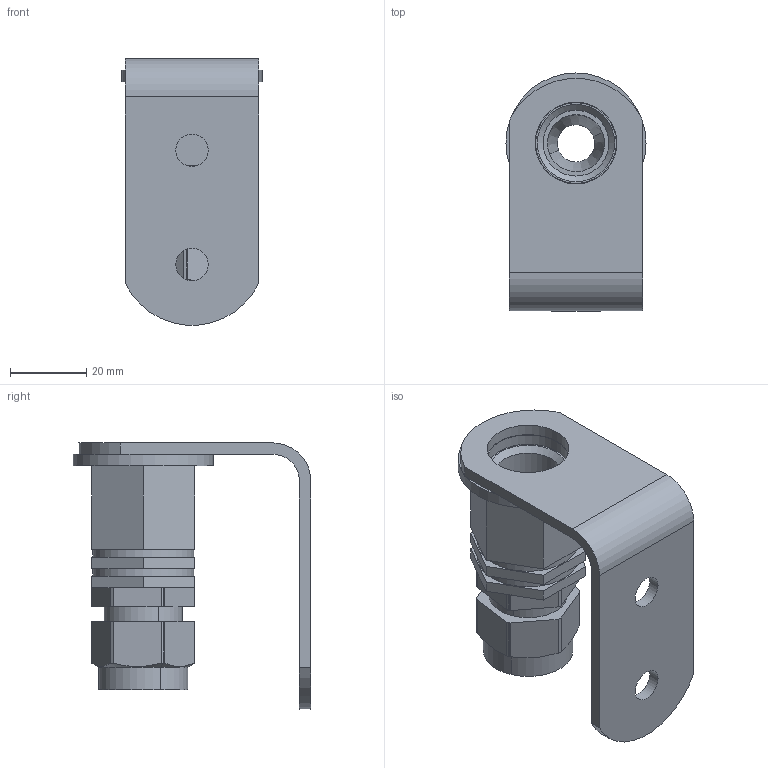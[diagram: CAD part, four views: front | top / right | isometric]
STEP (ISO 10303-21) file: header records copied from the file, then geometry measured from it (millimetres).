
FILE_DESCRIPTION(/* description */ (''),/* implementation_level */ '2;1');
FILE_NAME(/* name */ 'XSS.stp',/* time_stamp */ '2021-06-01T15:34:57+02:00',/* author */ (''),/* organization */ (''),/* preprocessor_version */ 'ST-DEVELOPER v16',/* originating_system */ 'SIEMENS PLM Software NX 10.0',/* authorisation */ '');
FILE_SCHEMA (('AUTOMOTIVE_DESIGN { 1 0 10303 214 3 1 1 1 }'));
Length unit declared in the file: millimetre
Products named in the file (1): P.Ge33DC35000wam
Bounding box: 36.8 x 62.4 x 69.93 mm (x, y, z)
Volume: 35166.5 mm3; surface area: 22404.5 mm2
Topology: 4 solids, 4 shells, 124 faces, 312 edges, 206 vertices
Faces by surface type: cylinder 61, plane 52, cone 11
Full cylindrical faces by diameter (mm): 8.5 x2, 17.3 x1, 21.2 x1, 21.5 x1, 22 x1, 26.5 x2, 36.8 x1
Entity records: 3753 total; most frequent: CARTESIAN_POINT 675, DIRECTION 654, ORIENTED_EDGE 596, EDGE_CURVE 298, AXIS2_PLACEMENT_3D 249, VERTEX_POINT 204, EDGE_LOOP 158, LINE 156
